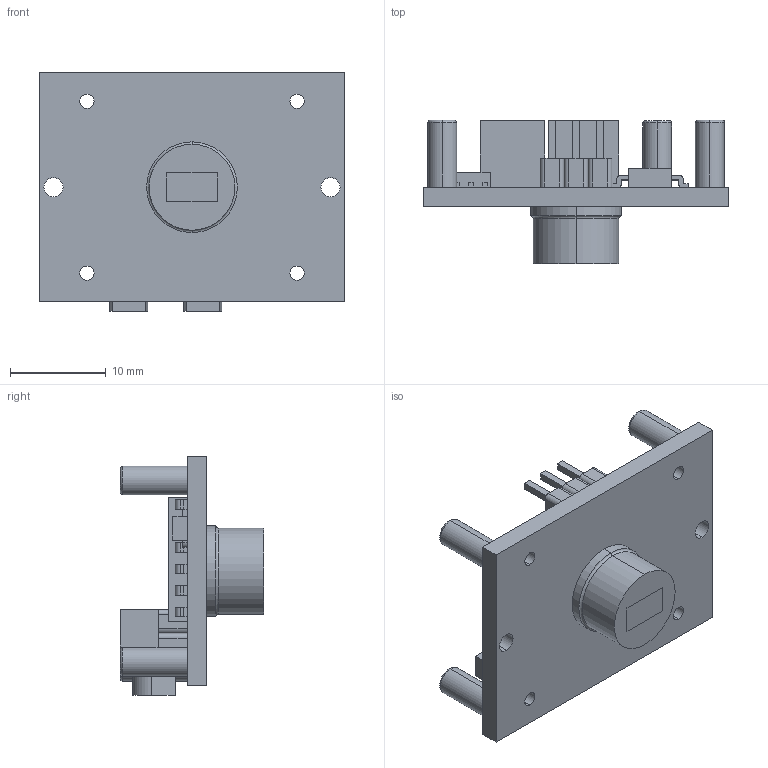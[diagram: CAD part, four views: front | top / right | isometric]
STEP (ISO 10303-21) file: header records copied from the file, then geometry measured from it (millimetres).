
FILE_DESCRIPTION (( 'STEP AP214' ), '1' );
FILE_NAME ('sensor board.STEP', '2013-12-24T19:18:30', ( '' ), ( '' ), 'SwSTEP 2.0', 'SolidWorks 2013', '' );
FILE_SCHEMA (( 'AUTOMOTIVE_DESIGN' ));
Length unit declared in the file: millimetre
Products named in the file (1): sensor board
Bounding box: 32 x 15 x 25 mm (x, y, z)
Volume: 2677.1 mm3; surface area: 3011.8 mm2
Topology: 1 solids, 1 shells, 322 faces, 875 edges, 576 vertices
Faces by surface type: plane 234, cylinder 78, torus 10
Entity records: 12042 total; most frequent: CARTESIAN_POINT 1774, ORIENTED_EDGE 1750, DIRECTION 1695, EDGE_CURVE 875, LINE 701, VECTOR 701, VERTEX_POINT 576, AXIS2_PLACEMENT_3D 497
